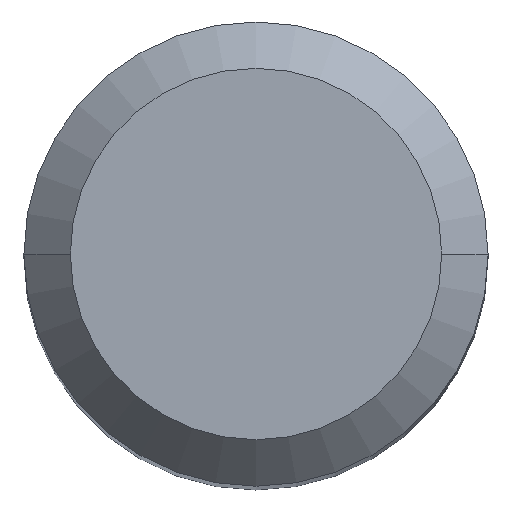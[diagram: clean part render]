
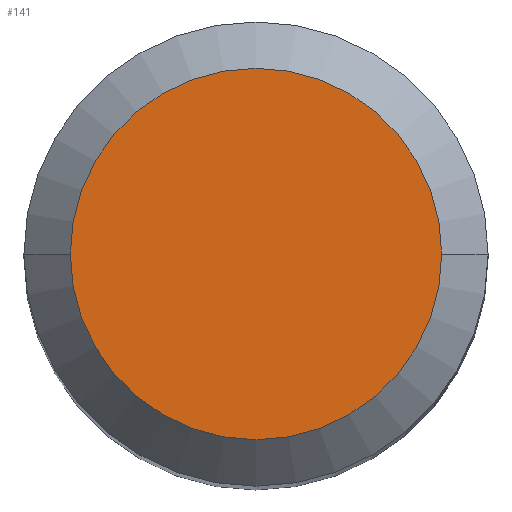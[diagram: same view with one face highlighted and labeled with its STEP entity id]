
A CAD part, top view. The second image highlights one B-rep face of the part: STEP entity #141.
In plain terms, the highlighted planar face has unit normal (0, 0, 1).
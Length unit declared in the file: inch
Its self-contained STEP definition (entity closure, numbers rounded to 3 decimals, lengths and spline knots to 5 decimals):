
#5 = CARTESIAN_POINT ( 'NONE',  ( 0., 0., 0. ) ) ;
#58 = ORIENTED_EDGE ( 'NONE', *, *, #434, .T. ) ;
#73 = AXIS2_PLACEMENT_3D ( 'NONE', #475, #277, #251 ) ;
#76 = DIRECTION ( 'NONE',  ( -1., 0., 0. ) ) ;
#99 = CARTESIAN_POINT ( 'NONE',  ( -0.09448, 0., 0. ) ) ;
#111 = CIRCLE ( 'NONE', #73, 0.09448 ) ;
#116 = EDGE_CURVE ( 'NONE', #200, #461, #111, .T. ) ;
#141 = ADVANCED_FACE ( 'NONE', ( #426 ), #279, .F. ) ;
#173 = DIRECTION ( 'NONE',  ( 0., 0., 1. ) ) ;
#194 = CARTESIAN_POINT ( 'NONE',  ( 0., 0., 0. ) ) ;
#200 = VERTEX_POINT ( 'NONE', #518 ) ;
#224 = DIRECTION ( 'NONE',  ( 1., 0., 0. ) ) ;
#243 = DIRECTION ( 'NONE',  ( 0., 0., -1. ) ) ;
#245 = ORIENTED_EDGE ( 'NONE', *, *, #116, .T. ) ;
#251 = DIRECTION ( 'NONE',  ( 1., 0., 0. ) ) ;
#277 = DIRECTION ( 'NONE',  ( 0., 0., 1. ) ) ;
#279 = PLANE ( 'NONE',  #425 ) ;
#362 = EDGE_LOOP ( 'NONE', ( #58, #245 ) ) ;
#383 = CIRCLE ( 'NONE', #471, 0.09448 ) ;
#425 = AXIS2_PLACEMENT_3D ( 'NONE', #194, #243, #76 ) ;
#426 = FACE_OUTER_BOUND ( 'NONE', #362, .T. ) ;
#434 = EDGE_CURVE ( 'NONE', #461, #200, #383, .T. ) ;
#461 = VERTEX_POINT ( 'NONE', #99 ) ;
#471 = AXIS2_PLACEMENT_3D ( 'NONE', #5, #173, #224 ) ;
#475 = CARTESIAN_POINT ( 'NONE',  ( 0., 0., 0. ) ) ;
#518 = CARTESIAN_POINT ( 'NONE',  ( 0.09448, 0., 0. ) ) ;
